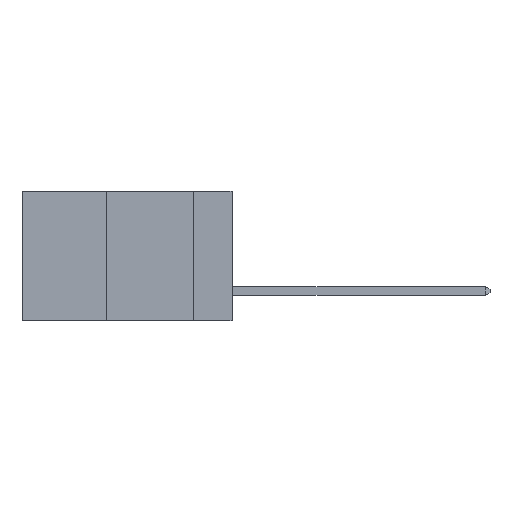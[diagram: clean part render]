
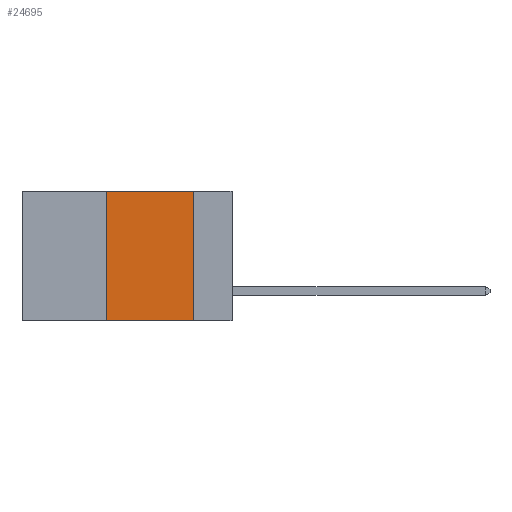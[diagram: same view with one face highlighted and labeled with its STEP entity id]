
A CAD part, left-side view. The second image highlights one B-rep face of the part: STEP entity #24695.
In plain terms, the highlighted planar face has unit normal (-1, 0, 0).
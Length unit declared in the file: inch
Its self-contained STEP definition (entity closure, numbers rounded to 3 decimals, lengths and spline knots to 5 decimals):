
#331 = VECTOR ( 'NONE', #10510, 39.37008 ) ;
#1118 = LINE ( 'NONE', #12897, #331 ) ;
#4056 = CARTESIAN_POINT ( 'NONE',  ( 0., 0.36, -0.37 ) ) ;
#5485 = CARTESIAN_POINT ( 'NONE',  ( 0., 0.11, -0.37 ) ) ;
#7926 = PLANE ( 'NONE',  #30388 ) ;
#10193 = ORIENTED_EDGE ( 'NONE', *, *, #25349, .F. ) ;
#10450 = DIRECTION ( 'NONE',  ( 1., 0., 0. ) ) ;
#10510 = DIRECTION ( 'NONE',  ( 0., -1., 0. ) ) ;
#10577 = VECTOR ( 'NONE', #27191, 39.37008 ) ;
#10962 = LINE ( 'NONE', #20498, #23448 ) ;
#11964 = FACE_OUTER_BOUND ( 'NONE', #29062, .T. ) ;
#12648 = CARTESIAN_POINT ( 'NONE',  ( 0., 0.36, 0. ) ) ;
#12897 = CARTESIAN_POINT ( 'NONE',  ( 0., 0.6, 0. ) ) ;
#14804 = DIRECTION ( 'NONE',  ( 0., 0., -1. ) ) ;
#15590 = DIRECTION ( 'NONE',  ( 0., -1., 0. ) ) ;
#17169 = VERTEX_POINT ( 'NONE', #4056 ) ;
#18170 = LINE ( 'NONE', #27217, #24007 ) ;
#18400 = ORIENTED_EDGE ( 'NONE', *, *, #28047, .F. ) ;
#19171 = ORIENTED_EDGE ( 'NONE', *, *, #28901, .T. ) ;
#19954 = VERTEX_POINT ( 'NONE', #26301 ) ;
#20498 = CARTESIAN_POINT ( 'NONE',  ( 0., 0.6, -0.37 ) ) ;
#21623 = EDGE_CURVE ( 'NONE', #30670, #19954, #1118, .T. ) ;
#22970 = VERTEX_POINT ( 'NONE', #5485 ) ;
#23448 = VECTOR ( 'NONE', #15590, 39.37008 ) ;
#23453 = ORIENTED_EDGE ( 'NONE', *, *, #21623, .F. ) ;
#24007 = VECTOR ( 'NONE', #14804, 39.37008 ) ;
#24695 = ADVANCED_FACE ( 'NONE', ( #11964 ), #7926, .F. ) ;
#24701 = CARTESIAN_POINT ( 'NONE',  ( 0., 0.36, 0. ) ) ;
#25349 = EDGE_CURVE ( 'NONE', #19954, #22970, #18170, .T. ) ;
#25389 = CARTESIAN_POINT ( 'NONE',  ( 0., 0.6, 0. ) ) ;
#26301 = CARTESIAN_POINT ( 'NONE',  ( 0., 0.11, 0. ) ) ;
#27191 = DIRECTION ( 'NONE',  ( 0., 0., 1. ) ) ;
#27217 = CARTESIAN_POINT ( 'NONE',  ( 0., 0.11, 0. ) ) ;
#27879 = DIRECTION ( 'NONE',  ( 0., 0., -1. ) ) ;
#28047 = EDGE_CURVE ( 'NONE', #17169, #30670, #30427, .T. ) ;
#28901 = EDGE_CURVE ( 'NONE', #17169, #22970, #10962, .T. ) ;
#29062 = EDGE_LOOP ( 'NONE', ( #10193, #23453, #18400, #19171 ) ) ;
#30388 = AXIS2_PLACEMENT_3D ( 'NONE', #25389, #10450, #27879 ) ;
#30427 = LINE ( 'NONE', #24701, #10577 ) ;
#30670 = VERTEX_POINT ( 'NONE', #12648 ) ;
